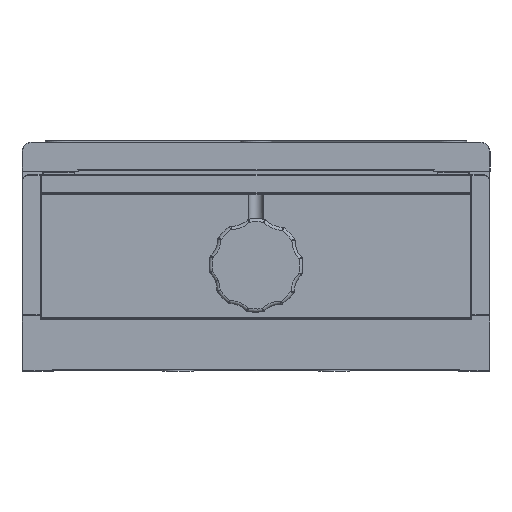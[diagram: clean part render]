
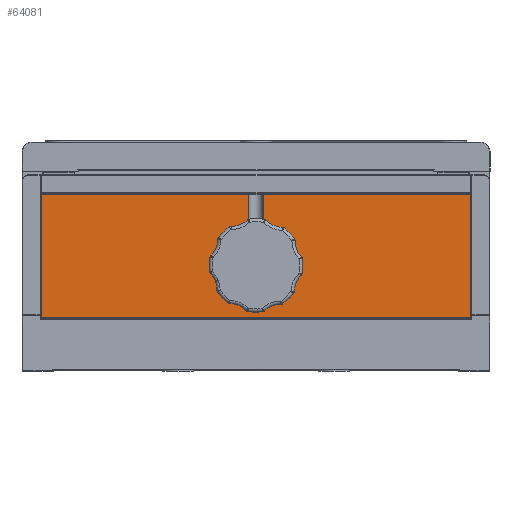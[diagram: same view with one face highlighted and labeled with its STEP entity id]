
A CAD part, front view. The second image highlights one B-rep face of the part: STEP entity #64081.
In plain terms, the highlighted planar face has unit normal (0, -1, 0).
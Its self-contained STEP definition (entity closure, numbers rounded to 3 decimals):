
#1290 = CIRCLE ( 'NONE', #17289, 7.95 ) ;
#1770 = ORIENTED_EDGE ( 'NONE', *, *, #1804, .T. ) ;
#1804 = EDGE_CURVE ( 'NONE', #21783, #30388, #48657, .T. ) ;
#5146 = DIRECTION ( 'NONE',  ( 0., 1., 0. ) ) ;
#6039 = EDGE_CURVE ( 'NONE', #67231, #81561, #1290, .T. ) ;
#6605 = CARTESIAN_POINT ( 'NONE',  ( -135.582, -188.157, 8. ) ) ;
#7023 = DIRECTION ( 'NONE',  ( 0., 0., -1. ) ) ;
#8277 = VECTOR ( 'NONE', #7023, 1000. ) ;
#9772 = DIRECTION ( 'NONE',  ( 1., 0., 0. ) ) ;
#12125 = VERTEX_POINT ( 'NONE', #58816 ) ;
#13615 = AXIS2_PLACEMENT_3D ( 'NONE', #67739, #80683, #9772 ) ;
#13852 = LINE ( 'NONE', #58485, #67271 ) ;
#14963 = CARTESIAN_POINT ( 'NONE',  ( -69.232, -188.157, 47.8 ) ) ;
#16940 = VECTOR ( 'NONE', #27370, 1000. ) ;
#17289 = AXIS2_PLACEMENT_3D ( 'NONE', #53271, #65794, #35315 ) ;
#17450 = CARTESIAN_POINT ( 'NONE',  ( -58.832, -188.157, 25. ) ) ;
#17784 = LINE ( 'NONE', #63626, #18368 ) ;
#18368 = VECTOR ( 'NONE', #31116, 1000. ) ;
#20202 = ORIENTED_EDGE ( 'NONE', *, *, #48064, .T. ) ;
#20701 = CARTESIAN_POINT ( 'NONE',  ( 2.218, -188.157, 8.2 ) ) ;
#21783 = VERTEX_POINT ( 'NONE', #78860 ) ;
#22376 = DIRECTION ( 'NONE',  ( -1., 0., 0. ) ) ;
#22675 = DIRECTION ( 'NONE',  ( 1., 0., 0. ) ) ;
#23193 = LINE ( 'NONE', #80343, #52699 ) ;
#25773 = CIRCLE ( 'NONE', #81772, 7.95 ) ;
#26796 = ORIENTED_EDGE ( 'NONE', *, *, #63136, .T. ) ;
#26946 = CARTESIAN_POINT ( 'NONE',  ( -135.582, -188.157, 47.8 ) ) ;
#27370 = DIRECTION ( 'NONE',  ( 1., 0., 0. ) ) ;
#27410 = EDGE_CURVE ( 'NONE', #75875, #12125, #77121, .T. ) ;
#28922 = CARTESIAN_POINT ( 'NONE',  ( -66.782, -188.157, 25. ) ) ;
#29570 = CIRCLE ( 'NONE', #13615, 7.95 ) ;
#30039 = VERTEX_POINT ( 'NONE', #36373 ) ;
#30388 = VERTEX_POINT ( 'NONE', #30826 ) ;
#30547 = ORIENTED_EDGE ( 'NONE', *, *, #81134, .T. ) ;
#30606 = DIRECTION ( 'NONE',  ( 1., 0., 0. ) ) ;
#30826 = CARTESIAN_POINT ( 'NONE',  ( 2.018, -188.157, 47.8 ) ) ;
#31116 = DIRECTION ( 'NONE',  ( -1., 0., 0. ) ) ;
#34290 = DIRECTION ( 'NONE',  ( 0., 0., -1. ) ) ;
#35315 = DIRECTION ( 'NONE',  ( 1., 0., 0. ) ) ;
#35831 = EDGE_CURVE ( 'NONE', #12125, #21783, #46544, .T. ) ;
#36039 = PLANE ( 'NONE',  #61864 ) ;
#36164 = DIRECTION ( 'NONE',  ( 0., 0., 1. ) ) ;
#36373 = CARTESIAN_POINT ( 'NONE',  ( -64.332, -188.157, 32.563 ) ) ;
#39180 = CARTESIAN_POINT ( 'NONE',  ( -64.332, -188.157, 47.8 ) ) ;
#40552 = EDGE_CURVE ( 'NONE', #55089, #75875, #23193, .T. ) ;
#45563 = VECTOR ( 'NONE', #36164, 1000. ) ;
#46544 = LINE ( 'NONE', #20701, #16940 ) ;
#48064 = EDGE_CURVE ( 'NONE', #30039, #72449, #29570, .T. ) ;
#48657 = LINE ( 'NONE', #49080, #45563 ) ;
#48952 = FACE_OUTER_BOUND ( 'NONE', #74756, .T. ) ;
#49080 = CARTESIAN_POINT ( 'NONE',  ( 2.018, -188.157, 48. ) ) ;
#50548 = ORIENTED_EDGE ( 'NONE', *, *, #40552, .T. ) ;
#52699 = VECTOR ( 'NONE', #22376, 1000. ) ;
#53271 = CARTESIAN_POINT ( 'NONE',  ( -66.782, -188.157, 25. ) ) ;
#53316 = VECTOR ( 'NONE', #79322, 1000. ) ;
#55089 = VERTEX_POINT ( 'NONE', #14963 ) ;
#58485 = CARTESIAN_POINT ( 'NONE',  ( -64.332, -188.157, 8. ) ) ;
#58816 = CARTESIAN_POINT ( 'NONE',  ( -135.582, -188.157, 8.2 ) ) ;
#58895 = CARTESIAN_POINT ( 'NONE',  ( -69.232, -188.157, 8. ) ) ;
#59708 = LINE ( 'NONE', #58895, #53316 ) ;
#60075 = ORIENTED_EDGE ( 'NONE', *, *, #35831, .T. ) ;
#60442 = VERTEX_POINT ( 'NONE', #39180 ) ;
#61864 = AXIS2_PLACEMENT_3D ( 'NONE', #74415, #5146, #30606 ) ;
#63136 = EDGE_CURVE ( 'NONE', #60442, #30039, #13852, .T. ) ;
#63450 = ORIENTED_EDGE ( 'NONE', *, *, #6039, .T. ) ;
#63626 = CARTESIAN_POINT ( 'NONE',  ( -141.782, -188.157, 47.8 ) ) ;
#64081 = ADVANCED_FACE ( 'NONE', ( #48952 ), #36039, .F. ) ;
#65794 = DIRECTION ( 'NONE',  ( 0., 1., 0. ) ) ;
#67231 = VERTEX_POINT ( 'NONE', #77118 ) ;
#67271 = VECTOR ( 'NONE', #34290, 1000. ) ;
#67739 = CARTESIAN_POINT ( 'NONE',  ( -66.782, -188.157, 25. ) ) ;
#71874 = EDGE_CURVE ( 'NONE', #81561, #55089, #59708, .T. ) ;
#72449 = VERTEX_POINT ( 'NONE', #17450 ) ;
#74282 = EDGE_CURVE ( 'NONE', #30388, #60442, #17784, .T. ) ;
#74415 = CARTESIAN_POINT ( 'NONE',  ( -141.782, -188.157, 8. ) ) ;
#74694 = CARTESIAN_POINT ( 'NONE',  ( -69.232, -188.157, 32.563 ) ) ;
#74756 = EDGE_LOOP ( 'NONE', ( #26796, #20202, #30547, #63450, #75126, #50548, #82550, #60075, #1770, #75338 ) ) ;
#75126 = ORIENTED_EDGE ( 'NONE', *, *, #71874, .T. ) ;
#75338 = ORIENTED_EDGE ( 'NONE', *, *, #74282, .T. ) ;
#75875 = VERTEX_POINT ( 'NONE', #26946 ) ;
#77118 = CARTESIAN_POINT ( 'NONE',  ( -74.732, -188.157, 25. ) ) ;
#77121 = LINE ( 'NONE', #6605, #8277 ) ;
#78860 = CARTESIAN_POINT ( 'NONE',  ( 2.018, -188.157, 8.2 ) ) ;
#79322 = DIRECTION ( 'NONE',  ( 0., 0., 1. ) ) ;
#79826 = DIRECTION ( 'NONE',  ( 0., 1., 0. ) ) ;
#80343 = CARTESIAN_POINT ( 'NONE',  ( -141.782, -188.157, 47.8 ) ) ;
#80683 = DIRECTION ( 'NONE',  ( 0., 1., 0. ) ) ;
#81134 = EDGE_CURVE ( 'NONE', #72449, #67231, #25773, .T. ) ;
#81561 = VERTEX_POINT ( 'NONE', #74694 ) ;
#81772 = AXIS2_PLACEMENT_3D ( 'NONE', #28922, #79826, #22675 ) ;
#82550 = ORIENTED_EDGE ( 'NONE', *, *, #27410, .T. ) ;
